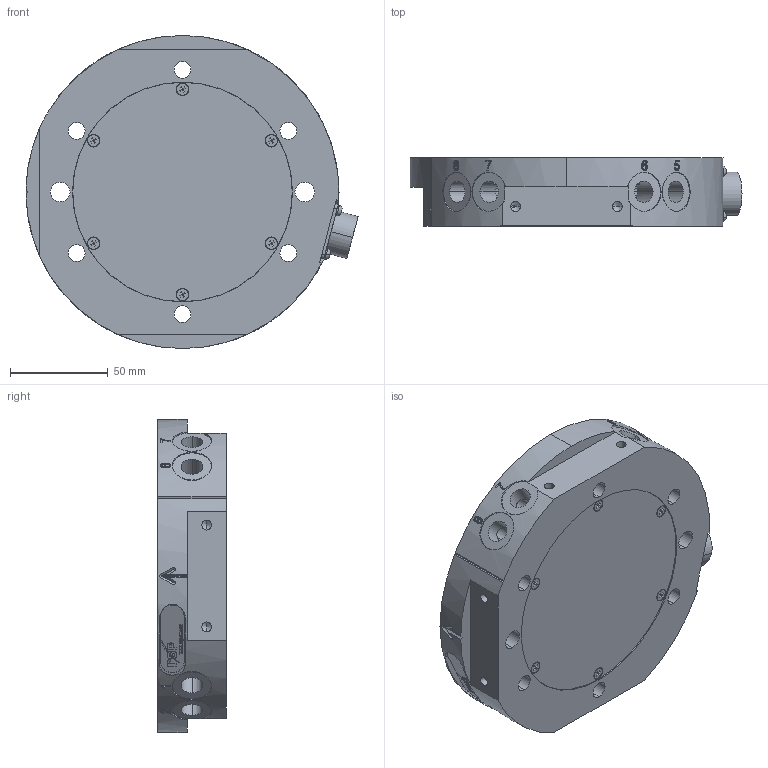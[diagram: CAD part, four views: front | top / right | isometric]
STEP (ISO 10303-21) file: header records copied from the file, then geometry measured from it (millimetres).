
FILE_DESCRIPTION (( 'STEP AP203' ), '1' );
FILE_NAME ('P6418.STEP', '2018-11-28T10:18:22', ( '' ), ( '' ), 'SwSTEP 2.0', 'SolidWorks 2017', '' );
FILE_SCHEMA (( 'CONFIG_CONTROL_DESIGN' ));
Length unit declared in the file: millimetre
Products named in the file (1): P6418
Bounding box: 169.71 x 35 x 160 mm (x, y, z)
Volume: 484629.7 mm3; surface area: 131741.9 mm2
Topology: 54 solids, 54 shells, 1903 faces, 4447 edges, 2764 vertices
Faces by surface type: cylinder 694, plane 625, cone 321, bspline 253, sphere 8, torus 2
Entity records: 68274 total; most frequent: CARTESIAN_POINT 25437, ORIENTED_EDGE 8838, DIRECTION 8616, EDGE_CURVE 4419, AXIS2_PLACEMENT_3D 3145, VERTEX_POINT 2764, LINE 2326, VECTOR 2326
